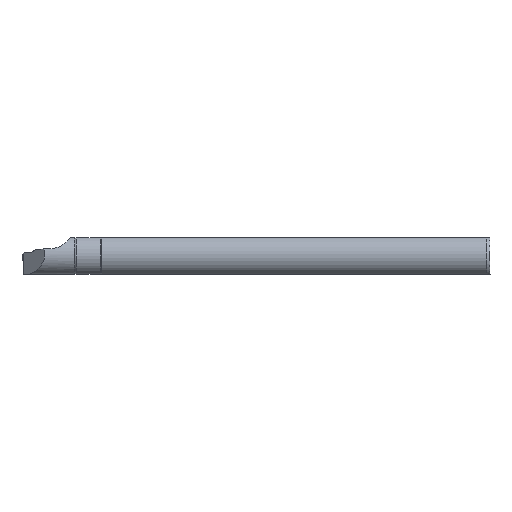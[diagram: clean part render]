
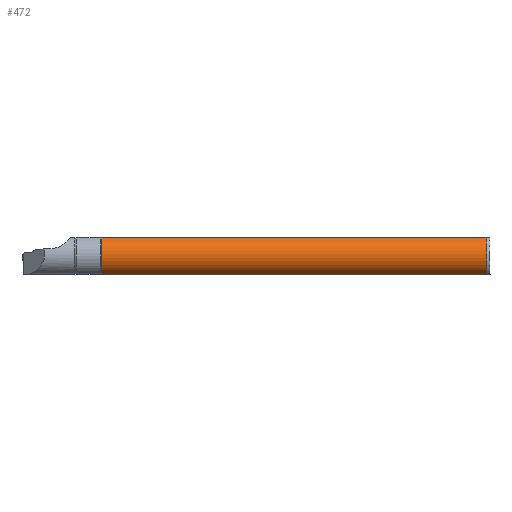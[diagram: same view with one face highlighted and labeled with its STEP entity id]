
A CAD part, front view. The second image highlights one B-rep face of the part: STEP entity #472.
In plain terms, the highlighted cylindrical face has radius 8 mm (diameter 16 mm), a partial arc.
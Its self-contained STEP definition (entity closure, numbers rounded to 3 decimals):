
#209=CYLINDRICAL_SURFACE('',#2200,8.);
#365=CIRCLE('',#2198,8.);
#366=CIRCLE('',#2199,8.);
#472=ADVANCED_FACE('',(#600),#209,.T.);
#600=FACE_OUTER_BOUND('',#728,.T.);
#728=EDGE_LOOP('',(#1255,#1256,#1257,#1258));
#1255=ORIENTED_EDGE('',*,*,#1707,.T.);
#1256=ORIENTED_EDGE('',*,*,#1797,.F.);
#1257=ORIENTED_EDGE('',*,*,#1737,.F.);
#1258=ORIENTED_EDGE('',*,*,#1798,.T.);
#1455=VERTEX_POINT('',#3507);
#1456=VERTEX_POINT('',#3509);
#1480=VERTEX_POINT('',#3638);
#1481=VERTEX_POINT('',#3640);
#1707=EDGE_CURVE('',#1456,#1455,#1875,.T.);
#1737=EDGE_CURVE('',#1480,#1481,#1886,.T.);
#1797=EDGE_CURVE('',#1481,#1455,#365,.T.);
#1798=EDGE_CURVE('',#1480,#1456,#366,.T.);
#1875=LINE('',#3508,#1971);
#1886=LINE('',#3639,#1982);
#1971=VECTOR('',#2564,1.);
#1982=VECTOR('',#2601,1.);
#2198=AXIS2_PLACEMENT_3D('',#3890,#2710,#2711);
#2199=AXIS2_PLACEMENT_3D('',#3891,#2712,#2713);
#2200=AXIS2_PLACEMENT_3D('',#3892,#2714,#2715);
#2564=DIRECTION('',(1.,0.,0.));
#2601=DIRECTION('',(1.,0.,0.));
#2710=DIRECTION('',(1.,0.,0.));
#2711=DIRECTION('',(0.,0.,1.));
#2712=DIRECTION('',(1.,0.,0.));
#2713=DIRECTION('',(0.,0.,1.));
#2714=DIRECTION('',(-1.,0.,0.));
#2715=DIRECTION('',(0.,0.,1.));
#3507=CARTESIAN_POINT('',(179.8,-14.398,-7.237));
#3508=CARTESIAN_POINT('',(-82.449,-14.398,-7.237));
#3509=CARTESIAN_POINT('',(26.9,-14.398,-7.237));
#3638=CARTESIAN_POINT('',(26.9,-14.398,7.263));
#3639=CARTESIAN_POINT('',(-82.449,-14.398,7.263));
#3640=CARTESIAN_POINT('',(179.8,-14.398,7.263));
#3890=CARTESIAN_POINT('',(179.8,-11.016,0.013));
#3891=CARTESIAN_POINT('',(26.9,-11.016,0.013));
#3892=CARTESIAN_POINT('',(-82.449,-11.016,0.013));
